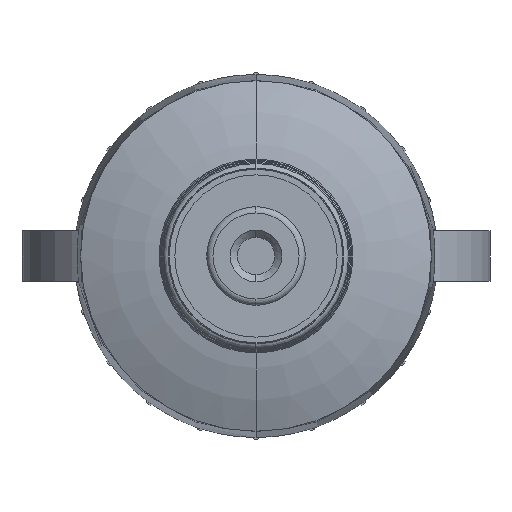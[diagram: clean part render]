
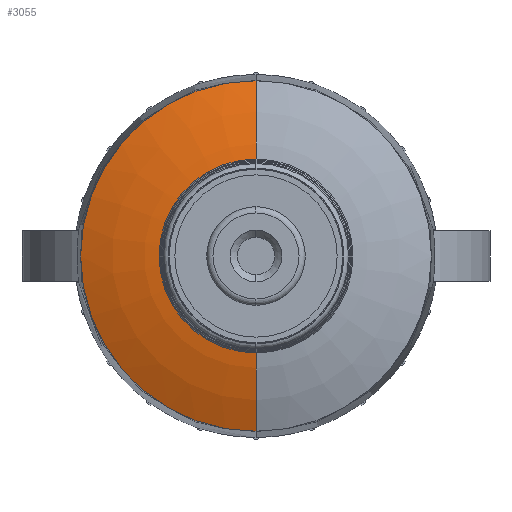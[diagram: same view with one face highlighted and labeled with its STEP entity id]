
A CAD part, left-side view. The second image highlights one B-rep face of the part: STEP entity #3055.
In plain terms, the highlighted toroidal (fillet/blend) face has major radius 2.048 mm and minor radius 19.393 mm.
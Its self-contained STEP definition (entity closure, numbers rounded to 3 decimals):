
#173 = VERTEX_POINT ( 'NONE', #14877 ) ;
#451 = DIRECTION ( 'NONE',  ( 0., 0., -1. ) ) ;
#502 = CARTESIAN_POINT ( 'NONE',  ( 176.183, 0., 0. ) ) ;
#529 = VERTEX_POINT ( 'NONE', #3225 ) ;
#616 = DIRECTION ( 'NONE',  ( 1., 0., 0. ) ) ;
#1516 = EDGE_CURVE ( 'NONE', #4695, #173, #12747, .T. ) ;
#1546 = CIRCLE ( 'NONE', #9924, 9.785 ) ;
#1987 = DIRECTION ( 'NONE',  ( 1., 0., 0. ) ) ;
#2610 = ORIENTED_EDGE ( 'NONE', *, *, #13201, .T. ) ;
#2717 = DIRECTION ( 'NONE',  ( 1., 0., 0. ) ) ;
#3055 = ADVANCED_FACE ( 'NONE', ( #8154 ), #11731, .T. ) ;
#3225 = CARTESIAN_POINT ( 'NONE',  ( 176.183, 0., 4.413 ) ) ;
#3280 = AXIS2_PLACEMENT_3D ( 'NONE', #14184, #1987, #6819 ) ;
#3717 = VERTEX_POINT ( 'NONE', #10800 ) ;
#4242 = EDGE_LOOP ( 'NONE', ( #2610, #14073, #14862, #9433 ) ) ;
#4695 = VERTEX_POINT ( 'NONE', #5729 ) ;
#5729 = CARTESIAN_POINT ( 'NONE',  ( 176.183, 0., -4.413 ) ) ;
#5933 = EDGE_CURVE ( 'NONE', #529, #3717, #13116, .T. ) ;
#6348 = DIRECTION ( 'NONE',  ( 0., -1., 0. ) ) ;
#6819 = DIRECTION ( 'NONE',  ( 0., 0., -1. ) ) ;
#7119 = AXIS2_PLACEMENT_3D ( 'NONE', #502, #14888, #451 ) ;
#7321 = DIRECTION ( 'NONE',  ( 0., 1., 0. ) ) ;
#7500 = CARTESIAN_POINT ( 'NONE',  ( 195.431, 0., -2.048 ) ) ;
#7573 = AXIS2_PLACEMENT_3D ( 'NONE', #7500, #6348, #2717 ) ;
#8154 = FACE_OUTER_BOUND ( 'NONE', #4242, .T. ) ;
#8889 = CIRCLE ( 'NONE', #7119, 4.413 ) ;
#8982 = CARTESIAN_POINT ( 'NONE',  ( 177.648, 0., 0. ) ) ;
#9433 = ORIENTED_EDGE ( 'NONE', *, *, #1516, .F. ) ;
#9924 = AXIS2_PLACEMENT_3D ( 'NONE', #8982, #616, #12948 ) ;
#10398 = AXIS2_PLACEMENT_3D ( 'NONE', #14542, #7321, #10963 ) ;
#10800 = CARTESIAN_POINT ( 'NONE',  ( 177.648, 0., 9.785 ) ) ;
#10963 = DIRECTION ( 'NONE',  ( -1., 0., 0. ) ) ;
#11731 = TOROIDAL_SURFACE ( 'NONE', #3280, 2.048, 19.393 ) ;
#12747 = CIRCLE ( 'NONE', #7573, 19.393 ) ;
#12850 = EDGE_CURVE ( 'NONE', #173, #3717, #1546, .T. ) ;
#12948 = DIRECTION ( 'NONE',  ( 0., 0., -1. ) ) ;
#13116 = CIRCLE ( 'NONE', #10398, 19.393 ) ;
#13201 = EDGE_CURVE ( 'NONE', #4695, #529, #8889, .T. ) ;
#14073 = ORIENTED_EDGE ( 'NONE', *, *, #5933, .T. ) ;
#14184 = CARTESIAN_POINT ( 'NONE',  ( 195.431, 0., 0. ) ) ;
#14542 = CARTESIAN_POINT ( 'NONE',  ( 195.431, 0., 2.048 ) ) ;
#14862 = ORIENTED_EDGE ( 'NONE', *, *, #12850, .F. ) ;
#14877 = CARTESIAN_POINT ( 'NONE',  ( 177.648, 0., -9.785 ) ) ;
#14888 = DIRECTION ( 'NONE',  ( 1., 0., 0. ) ) ;
